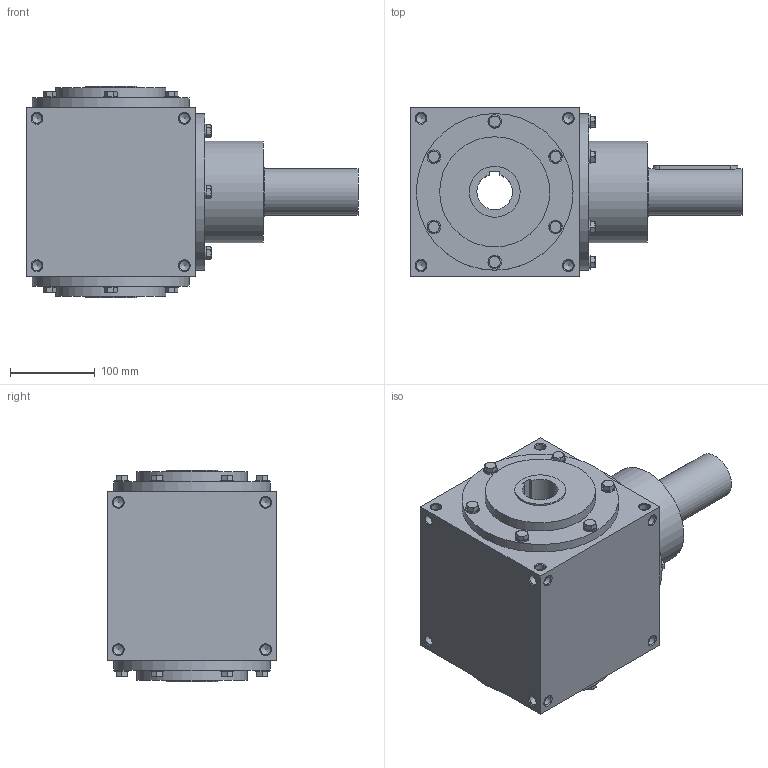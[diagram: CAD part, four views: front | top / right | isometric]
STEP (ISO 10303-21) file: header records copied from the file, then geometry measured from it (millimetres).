
FILE_DESCRIPTION( ( 'STEP AP214' ), ' ' );
FILE_NAME( 'RR200_C2_R.1_1.5.stp', '2017-10-01T13:43:33', ( '' ), ( '' ), ' ', 'PARTsolutions', ' ' );
FILE_SCHEMA( ( 'AUTOMOTIVE_DESIGN { 1 0 10303 214 1 1 1 1 }' ) );
Length unit declared in the file: millimetre
Products named in the file (4): RR200_C2_R.1/1.5; _RR2002-case; _RR200-shaft; _RC_RR200-screw
Assembly tree (20 placements, depth 2):
  RR200_C2_R.1/1.5
    _RR2002-case
    _RR200-shaft
    _RC_RR200-screw  x18
Bounding box: 392 x 200 x 250 mm (x, y, z)
Volume: 9824043.1 mm3; surface area: 424883.8 mm2
Topology: 20 solids, 20 shells, 429 faces, 1025 edges, 633 vertices
Faces by surface type: plane 188, cone 158, cylinder 83
Full cylindrical faces by diameter (mm): 8.376 x1, 11.835 x48, 16 x18, 55 x1, 59 x2, 60 x2, 120 x1, 130 x2, 185 x3
Entity records: 5760 total; most frequent: CARTESIAN_POINT 847, DIRECTION 824, ORIENTED_EDGE 546, AXIS2_PLACEMENT_3D 387, EDGE_LOOP 282, EDGE_CURVE 273, VERTEX_POINT 238, FACE_OUTER_BOUND 218
